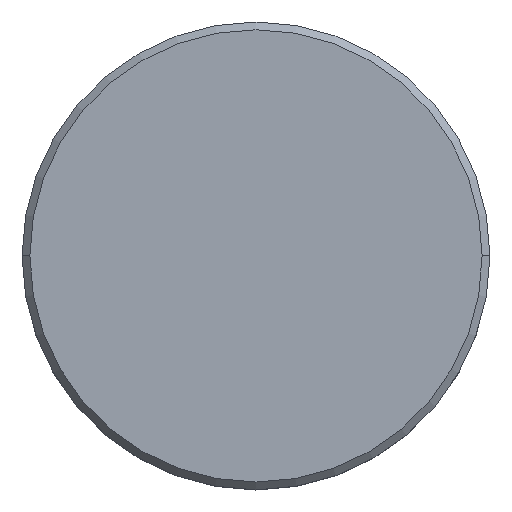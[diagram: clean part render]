
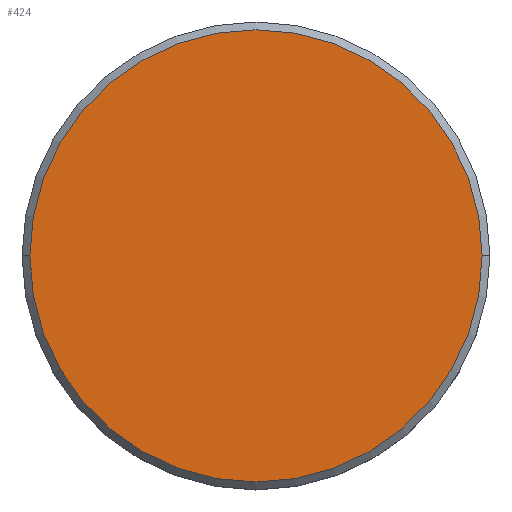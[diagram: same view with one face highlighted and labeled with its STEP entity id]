
A CAD part, top view. The second image highlights one B-rep face of the part: STEP entity #424.
In plain terms, the highlighted planar face has unit normal (0, 0, 1).
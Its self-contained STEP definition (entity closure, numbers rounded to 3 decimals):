
#40 = DIRECTION ( 'NONE',  ( 1., 0., 0. ) ) ;
#41 = EDGE_CURVE ( 'NONE', #443, #246, #504, .T. ) ;
#80 = DIRECTION ( 'NONE',  ( 0., 0., 1. ) ) ;
#85 = DIRECTION ( 'NONE',  ( 1., 0., 0. ) ) ;
#87 = AXIS2_PLACEMENT_3D ( 'NONE', #280, #80, #85 ) ;
#111 = PLANE ( 'NONE',  #436 ) ;
#112 = ORIENTED_EDGE ( 'NONE', *, *, #140, .T. ) ;
#140 = EDGE_CURVE ( 'NONE', #246, #443, #231, .T. ) ;
#155 = FACE_OUTER_BOUND ( 'NONE', #208, .T. ) ;
#208 = EDGE_LOOP ( 'NONE', ( #112, #337 ) ) ;
#212 = CARTESIAN_POINT ( 'NONE',  ( 14.5, 0., 0. ) ) ;
#220 = DIRECTION ( 'NONE',  ( 0., 0., 1. ) ) ;
#227 = CARTESIAN_POINT ( 'NONE',  ( 0., 0., 0. ) ) ;
#231 = CIRCLE ( 'NONE', #446, 14.5 ) ;
#246 = VERTEX_POINT ( 'NONE', #475 ) ;
#260 = DIRECTION ( 'NONE',  ( 0., 0., 1. ) ) ;
#280 = CARTESIAN_POINT ( 'NONE',  ( 0., 0., 0. ) ) ;
#337 = ORIENTED_EDGE ( 'NONE', *, *, #41, .T. ) ;
#424 = ADVANCED_FACE ( 'NONE', ( #155 ), #111, .T. ) ;
#436 = AXIS2_PLACEMENT_3D ( 'NONE', #483, #260, #442 ) ;
#442 = DIRECTION ( 'NONE',  ( 1., 0., 0. ) ) ;
#443 = VERTEX_POINT ( 'NONE', #212 ) ;
#446 = AXIS2_PLACEMENT_3D ( 'NONE', #227, #220, #40 ) ;
#475 = CARTESIAN_POINT ( 'NONE',  ( -14.5, 0., 0. ) ) ;
#483 = CARTESIAN_POINT ( 'NONE',  ( 0., 0., 0. ) ) ;
#504 = CIRCLE ( 'NONE', #87, 14.5 ) ;
